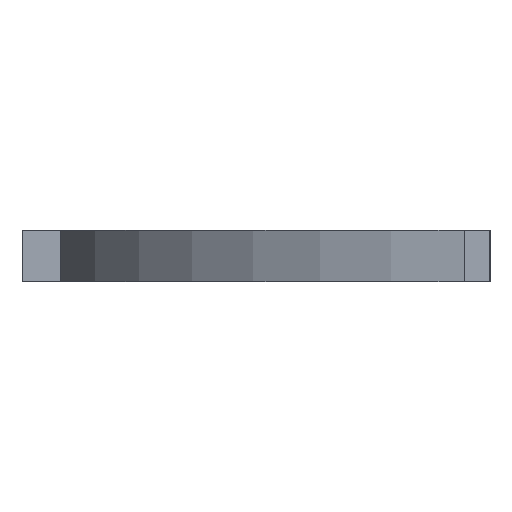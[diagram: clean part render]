
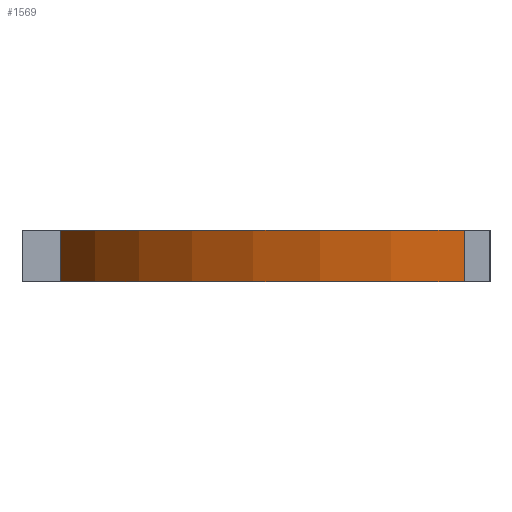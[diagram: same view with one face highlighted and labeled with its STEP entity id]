
A CAD part, left-side view. The second image highlights one B-rep face of the part: STEP entity #1569.
In plain terms, the highlighted cylindrical face has radius 180.5 mm (diameter 361 mm), a partial arc.
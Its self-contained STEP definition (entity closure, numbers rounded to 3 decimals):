
#72 = PLANE('',#73);
#73 = AXIS2_PLACEMENT_3D('',#74,#75,#76);
#74 = CARTESIAN_POINT('',(0.,96.832,20.));
#75 = DIRECTION('',(-0.,-0.,-1.));
#76 = DIRECTION('',(-1.,0.,0.));
#126 = PLANE('',#127);
#127 = AXIS2_PLACEMENT_3D('',#128,#129,#130);
#128 = CARTESIAN_POINT('',(0.,96.832,0.));
#129 = DIRECTION('',(-0.,-0.,-1.));
#130 = DIRECTION('',(-1.,0.,0.));
#722 = VERTEX_POINT('',#723);
#723 = CARTESIAN_POINT('',(-180.223,10.,0.));
#737 = PLANE('',#738);
#738 = AXIS2_PLACEMENT_3D('',#739,#740,#741);
#739 = CARTESIAN_POINT('',(-205.,10.,0.));
#740 = DIRECTION('',(0.,1.,0.));
#741 = DIRECTION('',(1.,0.,0.));
#749 = EDGE_CURVE('',#750,#722,#752,.T.);
#750 = VERTEX_POINT('',#751);
#751 = CARTESIAN_POINT('',(-70.,166.374,0.));
#752 = SURFACE_CURVE('',#753,(#758,#769),.PCURVE_S1.);
#753 = CIRCLE('',#754,180.5);
#754 = AXIS2_PLACEMENT_3D('',#755,#756,#757);
#755 = CARTESIAN_POINT('',(0.,0.,0.));
#756 = DIRECTION('',(0.,0.,1.));
#757 = DIRECTION('',(1.,0.,0.));
#758 = PCURVE('',#126,#759);
#759 = DEFINITIONAL_REPRESENTATION('',(#760),#768);
#760 = ( BOUNDED_CURVE() B_SPLINE_CURVE(2,(#761,#762,#763,#764,#765,#766
,#767),.UNSPECIFIED.,.T.,.F.) B_SPLINE_CURVE_WITH_KNOTS((1,2,2,2,2,1),(
    -2.094,0.,2.094,4.189,6.283,
8.378),.UNSPECIFIED.) CURVE() GEOMETRIC_REPRESENTATION_ITEM() 
RATIONAL_B_SPLINE_CURVE((1.,0.5,1.,0.5,1.,0.5,1.)) REPRESENTATION_ITEM(
  '') );
#761 = CARTESIAN_POINT('',(-180.5,-96.832));
#762 = CARTESIAN_POINT('',(-180.5,215.803));
#763 = CARTESIAN_POINT('',(90.25,59.486));
#764 = CARTESIAN_POINT('',(361.,-96.832));
#765 = CARTESIAN_POINT('',(90.25,-253.15));
#766 = CARTESIAN_POINT('',(-180.5,-409.467));
#767 = CARTESIAN_POINT('',(-180.5,-96.832));
#768 = ( GEOMETRIC_REPRESENTATION_CONTEXT(2) 
PARAMETRIC_REPRESENTATION_CONTEXT() REPRESENTATION_CONTEXT('2D SPACE',''
  ) );
#769 = PCURVE('',#770,#775);
#770 = CYLINDRICAL_SURFACE('',#771,180.5);
#771 = AXIS2_PLACEMENT_3D('',#772,#773,#774);
#772 = CARTESIAN_POINT('',(0.,0.,0.));
#773 = DIRECTION('',(-0.,-0.,-1.));
#774 = DIRECTION('',(1.,0.,0.));
#775 = DEFINITIONAL_REPRESENTATION('',(#776),#780);
#776 = LINE('',#777,#778);
#777 = CARTESIAN_POINT('',(-0.,0.));
#778 = VECTOR('',#779,1.);
#779 = DIRECTION('',(-1.,0.));
#780 = ( GEOMETRIC_REPRESENTATION_CONTEXT(2) 
PARAMETRIC_REPRESENTATION_CONTEXT() REPRESENTATION_CONTEXT('2D SPACE',''
  ) );
#798 = PLANE('',#799);
#799 = AXIS2_PLACEMENT_3D('',#800,#801,#802);
#800 = CARTESIAN_POINT('',(-70.,181.374,0.));
#801 = DIRECTION('',(1.,0.,0.));
#802 = DIRECTION('',(0.,-1.,0.));
#1024 = VERTEX_POINT('',#1025);
#1025 = CARTESIAN_POINT('',(-180.223,10.,20.));
#1046 = EDGE_CURVE('',#1047,#1024,#1049,.T.);
#1047 = VERTEX_POINT('',#1048);
#1048 = CARTESIAN_POINT('',(-70.,166.374,20.));
#1049 = SURFACE_CURVE('',#1050,(#1055,#1066),.PCURVE_S1.);
#1050 = CIRCLE('',#1051,180.5);
#1051 = AXIS2_PLACEMENT_3D('',#1052,#1053,#1054);
#1052 = CARTESIAN_POINT('',(0.,0.,20.));
#1053 = DIRECTION('',(0.,0.,1.));
#1054 = DIRECTION('',(1.,0.,0.));
#1055 = PCURVE('',#72,#1056);
#1056 = DEFINITIONAL_REPRESENTATION('',(#1057),#1065);
#1057 = ( BOUNDED_CURVE() B_SPLINE_CURVE(2,(#1058,#1059,#1060,#1061,
#1062,#1063,#1064),.UNSPECIFIED.,.T.,.F.) B_SPLINE_CURVE_WITH_KNOTS((1,2
    ,2,2,2,1),(-2.094,0.,2.094,4.189,
6.283,8.378),.UNSPECIFIED.) CURVE() 
GEOMETRIC_REPRESENTATION_ITEM() RATIONAL_B_SPLINE_CURVE((1.,0.5,1.,0.5,
1.,0.5,1.)) REPRESENTATION_ITEM('') );
#1058 = CARTESIAN_POINT('',(-180.5,-96.832));
#1059 = CARTESIAN_POINT('',(-180.5,215.803));
#1060 = CARTESIAN_POINT('',(90.25,59.486));
#1061 = CARTESIAN_POINT('',(361.,-96.832));
#1062 = CARTESIAN_POINT('',(90.25,-253.15));
#1063 = CARTESIAN_POINT('',(-180.5,-409.467));
#1064 = CARTESIAN_POINT('',(-180.5,-96.832));
#1065 = ( GEOMETRIC_REPRESENTATION_CONTEXT(2) 
PARAMETRIC_REPRESENTATION_CONTEXT() REPRESENTATION_CONTEXT('2D SPACE',''
  ) );
#1066 = PCURVE('',#770,#1067);
#1067 = DEFINITIONAL_REPRESENTATION('',(#1068),#1072);
#1068 = LINE('',#1069,#1070);
#1069 = CARTESIAN_POINT('',(-0.,-20.));
#1070 = VECTOR('',#1071,1.);
#1071 = DIRECTION('',(-1.,0.));
#1072 = ( GEOMETRIC_REPRESENTATION_CONTEXT(2) 
PARAMETRIC_REPRESENTATION_CONTEXT() REPRESENTATION_CONTEXT('2D SPACE',''
  ) );
#1518 = EDGE_CURVE('',#722,#1024,#1519,.T.);
#1519 = SURFACE_CURVE('',#1520,(#1524,#1531),.PCURVE_S1.);
#1520 = LINE('',#1521,#1522);
#1521 = CARTESIAN_POINT('',(-180.223,10.,0.));
#1522 = VECTOR('',#1523,1.);
#1523 = DIRECTION('',(0.,0.,1.));
#1524 = PCURVE('',#737,#1525);
#1525 = DEFINITIONAL_REPRESENTATION('',(#1526),#1530);
#1526 = LINE('',#1527,#1528);
#1527 = CARTESIAN_POINT('',(24.777,0.));
#1528 = VECTOR('',#1529,1.);
#1529 = DIRECTION('',(0.,-1.));
#1530 = ( GEOMETRIC_REPRESENTATION_CONTEXT(2) 
PARAMETRIC_REPRESENTATION_CONTEXT() REPRESENTATION_CONTEXT('2D SPACE',''
  ) );
#1531 = PCURVE('',#770,#1532);
#1532 = DEFINITIONAL_REPRESENTATION('',(#1533),#1537);
#1533 = LINE('',#1534,#1535);
#1534 = CARTESIAN_POINT('',(-3.086,0.));
#1535 = VECTOR('',#1536,1.);
#1536 = DIRECTION('',(-0.,-1.));
#1537 = ( GEOMETRIC_REPRESENTATION_CONTEXT(2) 
PARAMETRIC_REPRESENTATION_CONTEXT() REPRESENTATION_CONTEXT('2D SPACE',''
  ) );
#1569 = ADVANCED_FACE('',(#1570),#770,.T.);
#1570 = FACE_BOUND('',#1571,.F.);
#1571 = EDGE_LOOP('',(#1572,#1593,#1594,#1595));
#1572 = ORIENTED_EDGE('',*,*,#1573,.T.);
#1573 = EDGE_CURVE('',#750,#1047,#1574,.T.);
#1574 = SURFACE_CURVE('',#1575,(#1579,#1586),.PCURVE_S1.);
#1575 = LINE('',#1576,#1577);
#1576 = CARTESIAN_POINT('',(-70.,166.374,0.));
#1577 = VECTOR('',#1578,1.);
#1578 = DIRECTION('',(0.,0.,1.));
#1579 = PCURVE('',#770,#1580);
#1580 = DEFINITIONAL_REPRESENTATION('',(#1581),#1585);
#1581 = LINE('',#1582,#1583);
#1582 = CARTESIAN_POINT('',(-1.969,0.));
#1583 = VECTOR('',#1584,1.);
#1584 = DIRECTION('',(-0.,-1.));
#1585 = ( GEOMETRIC_REPRESENTATION_CONTEXT(2) 
PARAMETRIC_REPRESENTATION_CONTEXT() REPRESENTATION_CONTEXT('2D SPACE',''
  ) );
#1586 = PCURVE('',#798,#1587);
#1587 = DEFINITIONAL_REPRESENTATION('',(#1588),#1592);
#1588 = LINE('',#1589,#1590);
#1589 = CARTESIAN_POINT('',(15.,0.));
#1590 = VECTOR('',#1591,1.);
#1591 = DIRECTION('',(0.,-1.));
#1592 = ( GEOMETRIC_REPRESENTATION_CONTEXT(2) 
PARAMETRIC_REPRESENTATION_CONTEXT() REPRESENTATION_CONTEXT('2D SPACE',''
  ) );
#1593 = ORIENTED_EDGE('',*,*,#1046,.T.);
#1594 = ORIENTED_EDGE('',*,*,#1518,.F.);
#1595 = ORIENTED_EDGE('',*,*,#749,.F.);
